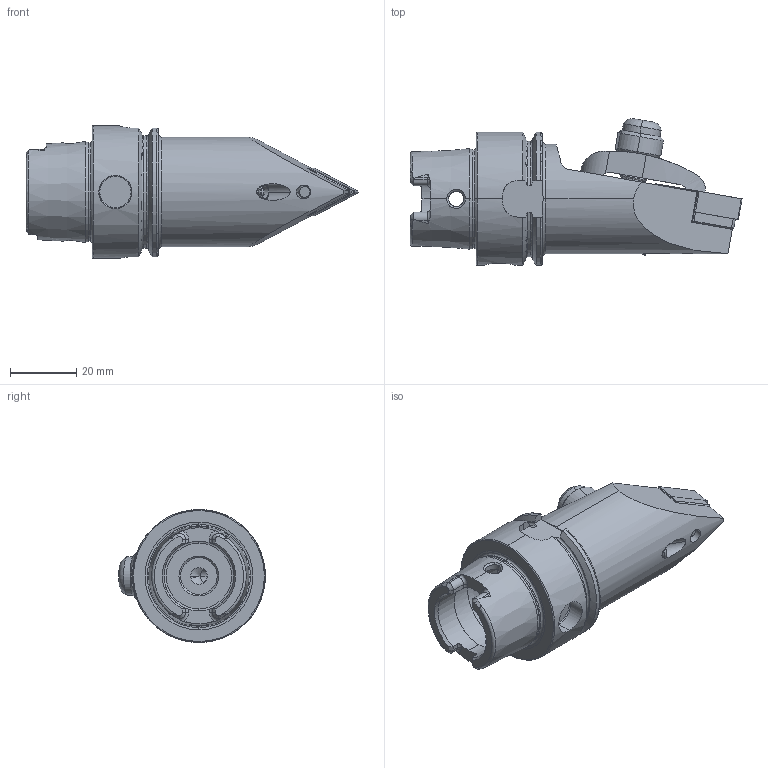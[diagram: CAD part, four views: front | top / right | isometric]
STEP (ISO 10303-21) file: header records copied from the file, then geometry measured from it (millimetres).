
FILE_DESCRIPTION (( 'STEP AP214' ), '1' );
FILE_NAME ('HA4.KDF.NNA.080.STEP', '2024-08-20T11:50:30', ( '' ), ( '' ), 'SwSTEP 2.0', 'SolidWorks 2022', '' );
FILE_SCHEMA (( 'AUTOMOTIVE_DESIGN' ));
Length unit declared in the file: millimetre
Products named in the file (10): WCC-ER4.103.032_A; DNMG150604; WCC-ER2.001.010_A; HA4-KDF.NNA.080_A_Fertigbearbeitung; WCC-ER5.102.012_B; KVT_MB_600_050; HA4.KDF.NNA.080; WCC-ER5.102.005_A; WDF-ER2.101.003_A; WCC-ER3.102.029_C
Assembly tree (9 placements, depth 2):
  HA4.KDF.NNA.080
    HA4-KDF.NNA.080_A_Fertigbearbeitung
    DNMG150604
    WDF-ER2.101.003_A
    WCC-ER2.001.010_A
    WCC-ER3.102.029_C
    WCC-ER5.102.012_B
    WCC-ER5.102.005_A
    WCC-ER4.103.032_A
    KVT_MB_600_050
Bounding box: 99.9 x 44.16 x 40 mm (x, y, z)
Volume: 55788 mm3; surface area: 20180.7 mm2
Topology: 10 solids, 10 shells, 451 faces, 1130 edges, 686 vertices
Faces by surface type: cylinder 149, plane 119, cone 103, torus 62, bspline 16, sphere 2
Entity records: 17207 total; most frequent: CARTESIAN_POINT 5021, ORIENTED_EDGE 2222, DIRECTION 2193, EDGE_CURVE 1111, AXIS2_PLACEMENT_3D 883, VERTEX_POINT 683, EDGE_LOOP 480, ADVANCED_FACE 451
